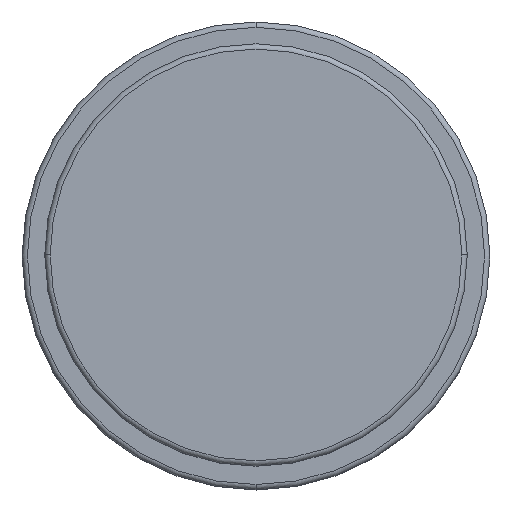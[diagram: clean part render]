
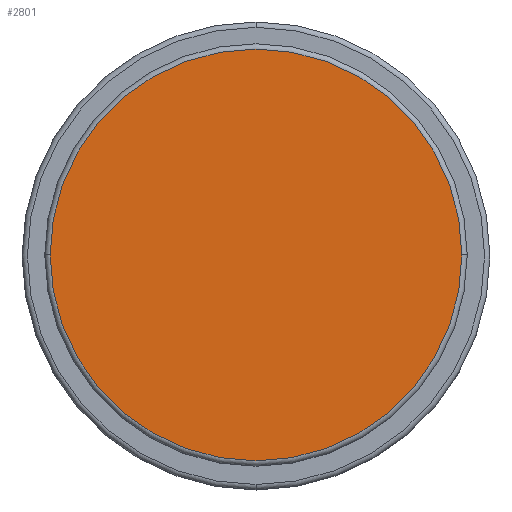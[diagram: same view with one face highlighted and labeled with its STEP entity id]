
A CAD part, top view. The second image highlights one B-rep face of the part: STEP entity #2801.
In plain terms, the highlighted planar face has unit normal (0, 0, 1).
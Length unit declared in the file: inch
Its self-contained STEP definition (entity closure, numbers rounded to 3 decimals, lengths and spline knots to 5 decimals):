
#2680=CARTESIAN_POINT('',(0.,0.,2.087));
#2681=DIRECTION('',(0.,0.,1.));
#2682=DIRECTION('',(-1.,0.,0.));
#2683=AXIS2_PLACEMENT_3D('',#2680,#2681,#2682);
#2685=CARTESIAN_POINT('',(0.,0.,2.087));
#2686=DIRECTION('',(0.,0.,1.));
#2687=DIRECTION('',(1.,0.,0.));
#2688=AXIS2_PLACEMENT_3D('',#2685,#2686,#2687);
#2718=CARTESIAN_POINT('',(-0.77,0.,2.087));
#2719=CARTESIAN_POINT('',(0.77,0.,2.087));
#2720=VERTEX_POINT('',#2718);
#2721=VERTEX_POINT('',#2719);
#2791=CARTESIAN_POINT('',(0.,0.,2.087));
#2792=DIRECTION('',(0.,0.,-1.));
#2793=DIRECTION('',(1.,0.,0.));
#2794=AXIS2_PLACEMENT_3D('',#2791,#2792,#2793);
#2795=PLANE('',#2794);
#2797=ORIENTED_EDGE('',*,*,#2796,.F.);
#2798=ORIENTED_EDGE('',*,*,#2781,.F.);
#2799=EDGE_LOOP('',(#2797,#2798));
#2800=FACE_OUTER_BOUND('',#2799,.F.);
#2801=ADVANCED_FACE('',(#2800),#2795,.F.);
#2684=CIRCLE('',#2683,0.77);
#2689=CIRCLE('',#2688,0.77);
#2781=EDGE_CURVE('',#2721,#2720,#2689,.T.);
#2796=EDGE_CURVE('',#2720,#2721,#2684,.T.);
